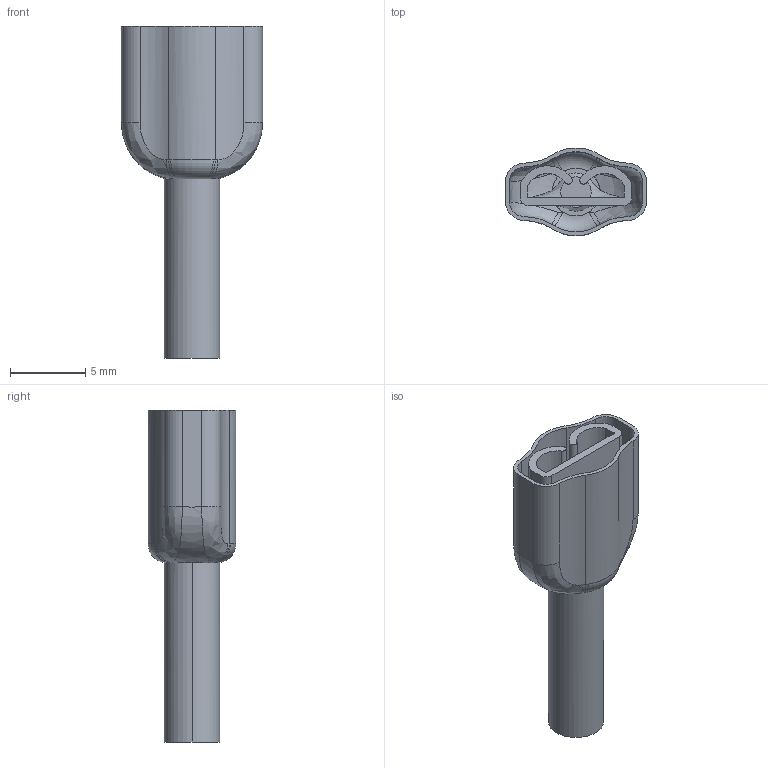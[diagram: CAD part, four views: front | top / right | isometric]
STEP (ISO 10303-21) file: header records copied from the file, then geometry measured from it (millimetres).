
FILE_DESCRIPTION (( 'STEP AP214' ), '1' );
FILE_NAME ('QDFemale_16-14AWG.step', '2018-12-19T16:48:48', ( '' ), ( '' ), 'SwSTEP 2.0', 'SolidWorks 2018', '' );
FILE_SCHEMA (( 'AUTOMOTIVE_DESIGN' ));
Length unit declared in the file: inch
Products named in the file (1): QDFemale_16-14AWG
Bounding box: 9.4 x 5.84 x 22.1 mm (x, y, z)
Volume: 217.9 mm3; surface area: 1020.8 mm2
Topology: 1 solids, 1 shells, 95 faces, 241 edges, 150 vertices
Faces by surface type: cylinder 43, bspline 24, plane 20, torus 8
Entity records: 5413 total; most frequent: CARTESIAN_POINT 2402, ORIENTED_EDGE 482, DIRECTION 457, EDGE_CURVE 241, AXIS2_PLACEMENT_3D 189, VERTEX_POINT 150, CIRCLE 117, EDGE_LOOP 99
